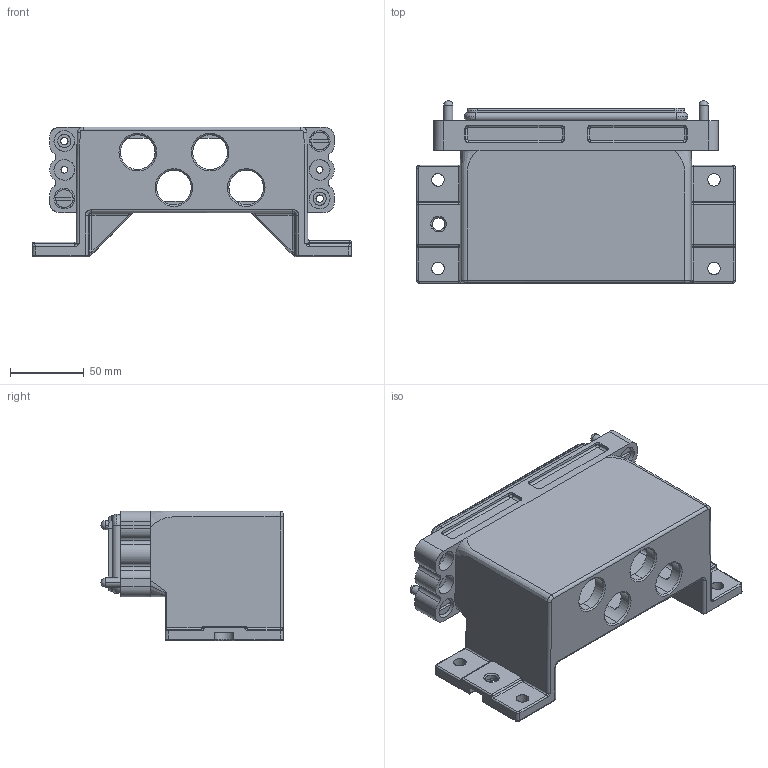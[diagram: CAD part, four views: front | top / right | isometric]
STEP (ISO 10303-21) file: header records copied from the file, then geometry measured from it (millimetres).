
FILE_DESCRIPTION (( 'STEP AP203' ), '1' );
FILE_NAME ('HP24B_H-BK-SE-4H-4M25.STP', '2017-08-15T10:54:55', ( '微软用户' ), ( '微软中国' ), 'SwSTEP 2.0', 'SolidWorks 2012', '' );
FILE_SCHEMA (( 'CONFIG_CONTROL_DESIGN' ));
Length unit declared in the file: millimetre
Products named in the file (1): HP24B_H-BK-SE-4H-4M25
Bounding box: 215.98 x 123.5 x 88 mm (x, y, z)
Volume: 534482.9 mm3; surface area: 151707.5 mm2
Topology: 1 solids, 10 shells, 951 faces, 2629 edges, 1705 vertices
Faces by surface type: plane 356, cylinder 344, bspline 140, cone 111
Entity records: 53235 total; most frequent: CARTESIAN_POINT 31854, ORIENTED_EDGE 5194, DIRECTION 3314, EDGE_CURVE 2597, VERTEX_POINT 1705, LINE 1126, VECTOR 1126, AXIS2_PLACEMENT_3D 1094
